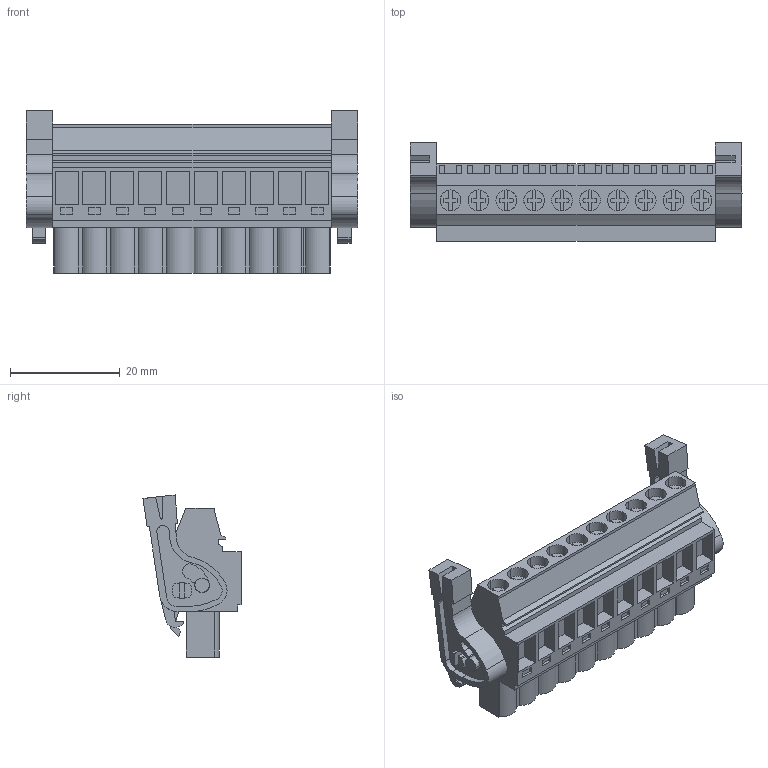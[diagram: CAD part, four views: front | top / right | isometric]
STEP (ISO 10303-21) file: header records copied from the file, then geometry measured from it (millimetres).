
FILE_DESCRIPTION(('CATIA V5 STEP','CAx-IF Rec.Pracs.--- Model Styling and Organization---1.2---2011-12-15'),'2;1');
FILE_NAME ('D1460117_0_1947840000_1947840000.stp','2017-09-09T10:16:21+00:00',('none'),('Weidmueller'),'CATIA Version 5-6 Release 2014','CATIA V5 STEP AP214','none');
FILE_SCHEMA(('AUTOMOTIVE_DESIGN { 1 0 10303 214 1 1 1 1 }'));
Length unit declared in the file: millimetre
Products named in the file (1): 1947840000
Bounding box: 60.5 x 17.88 x 29.56 mm (x, y, z)
Volume: 12721.8 mm3; surface area: 8753.5 mm2
Topology: 13 solids, 13 shells, 804 faces, 2236 edges, 1509 vertices
Faces by surface type: plane 648, cylinder 154, extrusion 2
Entity records: 23588 total; most frequent: ORIENTED_EDGE 4472, CARTESIAN_POINT 4233, DIRECTION 3144, EDGE_CURVE 2236, VECTOR 1862, LINE 1860, VERTEX_POINT 1509, EDGE_LOOP 865
